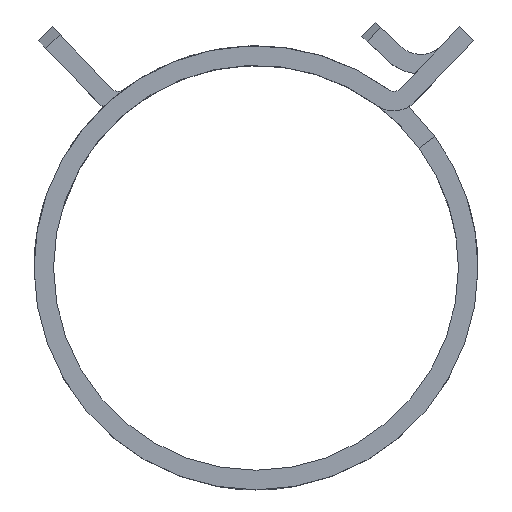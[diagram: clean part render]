
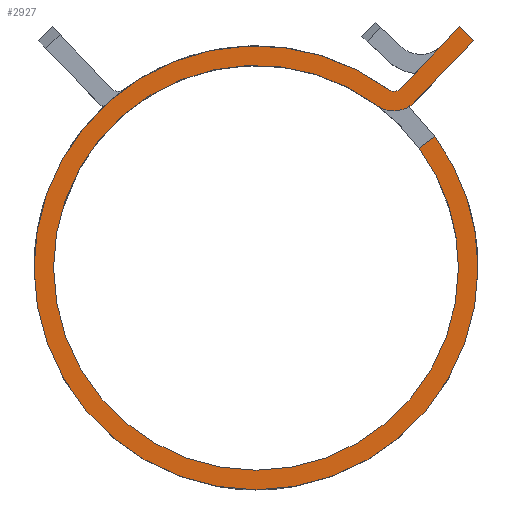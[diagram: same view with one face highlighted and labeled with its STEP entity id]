
A CAD part, top view. The second image highlights one B-rep face of the part: STEP entity #2927.
In plain terms, the highlighted planar face has unit normal (0, 0, 1).
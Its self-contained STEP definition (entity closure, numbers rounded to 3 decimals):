
#59 = DIRECTION ( 'NONE',  ( -0.691, -0.723, 0. ) ) ;
#94 = LINE ( 'NONE', #2489, #5859 ) ;
#120 = ORIENTED_EDGE ( 'NONE', *, *, #6065, .F. ) ;
#154 = DIRECTION ( 'NONE',  ( -0.691, -0.723, 0. ) ) ;
#175 = CIRCLE ( 'NONE', #4457, 21.75 ) ;
#267 = AXIS2_PLACEMENT_3D ( 'NONE', #623, #3865, #3928 ) ;
#273 = VECTOR ( 'NONE', #2995, 1000. ) ;
#449 = CARTESIAN_POINT ( 'NONE',  ( 23.85, 0., 6. ) ) ;
#483 = VECTOR ( 'NONE', #59, 1000. ) ;
#623 = CARTESIAN_POINT ( 'NONE',  ( 0., 0., 6. ) ) ;
#723 = EDGE_CURVE ( 'NONE', #3405, #1650, #3672, .T. ) ;
#848 = CARTESIAN_POINT ( 'NONE',  ( 19.229, 14.109, 6. ) ) ;
#889 = ORIENTED_EDGE ( 'NONE', *, *, #6045, .T. ) ;
#1054 = ORIENTED_EDGE ( 'NONE', *, *, #723, .T. ) ;
#1166 = AXIS2_PLACEMENT_3D ( 'NONE', #3371, #2435, #4344 ) ;
#1189 = CARTESIAN_POINT ( 'NONE',  ( 17.044, 17.816, 6. ) ) ;
#1286 = CARTESIAN_POINT ( 'NONE',  ( 0., 0., 6. ) ) ;
#1395 = CIRCLE ( 'NONE', #5687, 23.85 ) ;
#1511 = DIRECTION ( 'NONE',  ( 1., 0., 0. ) ) ;
#1519 = CARTESIAN_POINT ( 'NONE',  ( 23.4, 24.459, 6. ) ) ;
#1537 = DIRECTION ( 'NONE',  ( 0., 0., 1. ) ) ;
#1562 = ORIENTED_EDGE ( 'NONE', *, *, #5568, .T. ) ;
#1596 = CIRCLE ( 'NONE', #5485, 3.1 ) ;
#1640 = VERTEX_POINT ( 'NONE', #1189 ) ;
#1650 = VERTEX_POINT ( 'NONE', #4059 ) ;
#1673 = ORIENTED_EDGE ( 'NONE', *, *, #4488, .F. ) ;
#1689 = CARTESIAN_POINT ( 'NONE',  ( 15.527, 19.268, 6. ) ) ;
#1761 = CIRCLE ( 'NONE', #267, 21.75 ) ;
#1836 = CARTESIAN_POINT ( 'NONE',  ( 14.804, 19.959, 6. ) ) ;
#1864 = CIRCLE ( 'NONE', #1166, 23.85 ) ;
#1886 = CARTESIAN_POINT ( 'NONE',  ( -23.85, 0., 6. ) ) ;
#1894 = ORIENTED_EDGE ( 'NONE', *, *, #2845, .F. ) ;
#1935 = VERTEX_POINT ( 'NONE', #4419 ) ;
#1997 = AXIS2_PLACEMENT_3D ( 'NONE', #6128, #4252, #2240 ) ;
#2047 = ORIENTED_EDGE ( 'NONE', *, *, #5630, .F. ) ;
#2078 = DIRECTION ( 'NONE',  ( 0., 0., -1. ) ) ;
#2124 = EDGE_CURVE ( 'NONE', #2762, #4855, #3893, .T. ) ;
#2165 = CARTESIAN_POINT ( 'NONE',  ( 21.75, 0., 6. ) ) ;
#2240 = DIRECTION ( 'NONE',  ( 1., 0., 0. ) ) ;
#2337 = VERTEX_POINT ( 'NONE', #4413 ) ;
#2433 = LINE ( 'NONE', #5390, #5640 ) ;
#2435 = DIRECTION ( 'NONE',  ( 0., 0., 1. ) ) ;
#2448 = PLANE ( 'NONE',  #5586 ) ;
#2481 = DIRECTION ( 'NONE',  ( -1., 0., 0. ) ) ;
#2489 = CARTESIAN_POINT ( 'NONE',  ( 21.883, 25.911, 6. ) ) ;
#2762 = VERTEX_POINT ( 'NONE', #1886 ) ;
#2845 = EDGE_CURVE ( 'NONE', #1640, #1935, #1596, .T. ) ;
#2896 = ORIENTED_EDGE ( 'NONE', *, *, #5621, .F. ) ;
#2927 = ADVANCED_FACE ( 'NONE', ( #2975 ), #2448, .T. ) ;
#2975 = FACE_OUTER_BOUND ( 'NONE', #3055, .T. ) ;
#2984 = LINE ( 'NONE', #1519, #483 ) ;
#2995 = DIRECTION ( 'NONE',  ( 0.723, -0.691, 0. ) ) ;
#3036 = DIRECTION ( 'NONE',  ( 1., 0., 0. ) ) ;
#3044 = ORIENTED_EDGE ( 'NONE', *, *, #2124, .T. ) ;
#3055 = EDGE_LOOP ( 'NONE', ( #889, #3044, #4838, #1673, #2047, #4229, #3300, #1894, #2896, #120, #1562, #1054 ) ) ;
#3155 = EDGE_CURVE ( 'NONE', #4855, #3929, #1395, .T. ) ;
#3275 = CARTESIAN_POINT ( 'NONE',  ( 23.4, 24.459, 6. ) ) ;
#3300 = ORIENTED_EDGE ( 'NONE', *, *, #4040, .F. ) ;
#3371 = CARTESIAN_POINT ( 'NONE',  ( 0., 0., 6. ) ) ;
#3400 = DIRECTION ( 'NONE',  ( 0.806, 0.592, 0. ) ) ;
#3405 = VERTEX_POINT ( 'NONE', #1689 ) ;
#3432 = LINE ( 'NONE', #5358, #273 ) ;
#3450 = VERTEX_POINT ( 'NONE', #2165 ) ;
#3652 = DIRECTION ( 'NONE',  ( 0., 0., -1. ) ) ;
#3672 = CIRCLE ( 'NONE', #3973, 1. ) ;
#3865 = DIRECTION ( 'NONE',  ( 0., 0., 1. ) ) ;
#3893 = CIRCLE ( 'NONE', #1997, 23.85 ) ;
#3899 = CARTESIAN_POINT ( 'NONE',  ( -21.75, 0., 6. ) ) ;
#3918 = CARTESIAN_POINT ( 'NONE',  ( 14.804, 19.959, 6. ) ) ;
#3928 = DIRECTION ( 'NONE',  ( 1., 0., 0. ) ) ;
#3929 = VERTEX_POINT ( 'NONE', #848 ) ;
#3973 = AXIS2_PLACEMENT_3D ( 'NONE', #1836, #3652, #4646 ) ;
#4004 = DIRECTION ( 'NONE',  ( 0., 0., 1. ) ) ;
#4040 = EDGE_CURVE ( 'NONE', #1935, #5553, #1761, .T. ) ;
#4059 = CARTESIAN_POINT ( 'NONE',  ( 14.208, 19.156, 6. ) ) ;
#4155 = VERTEX_POINT ( 'NONE', #5450 ) ;
#4229 = ORIENTED_EDGE ( 'NONE', *, *, #5063, .F. ) ;
#4252 = DIRECTION ( 'NONE',  ( 0., 0., 1. ) ) ;
#4344 = DIRECTION ( 'NONE',  ( 1., 0., 0. ) ) ;
#4413 = CARTESIAN_POINT ( 'NONE',  ( 17.536, 12.867, 6. ) ) ;
#4419 = CARTESIAN_POINT ( 'NONE',  ( 12.957, 17.469, 6. ) ) ;
#4457 = AXIS2_PLACEMENT_3D ( 'NONE', #5823, #5287, #4828 ) ;
#4488 = EDGE_CURVE ( 'NONE', #2337, #3929, #2433, .T. ) ;
#4646 = DIRECTION ( 'NONE',  ( 1., 0., 0. ) ) ;
#4828 = DIRECTION ( 'NONE',  ( 1., 0., 0. ) ) ;
#4838 = ORIENTED_EDGE ( 'NONE', *, *, #3155, .T. ) ;
#4855 = VERTEX_POINT ( 'NONE', #449 ) ;
#4875 = CARTESIAN_POINT ( 'NONE',  ( 0., 0., 6. ) ) ;
#5063 = EDGE_CURVE ( 'NONE', #5553, #3450, #6072, .T. ) ;
#5217 = VERTEX_POINT ( 'NONE', #3275 ) ;
#5287 = DIRECTION ( 'NONE',  ( 0., 0., 1. ) ) ;
#5358 = CARTESIAN_POINT ( 'NONE',  ( 21.883, 25.911, 6. ) ) ;
#5390 = CARTESIAN_POINT ( 'NONE',  ( 17.536, 12.867, 6. ) ) ;
#5450 = CARTESIAN_POINT ( 'NONE',  ( 21.883, 25.911, 6. ) ) ;
#5485 = AXIS2_PLACEMENT_3D ( 'NONE', #3918, #2078, #2481 ) ;
#5553 = VERTEX_POINT ( 'NONE', #3899 ) ;
#5568 = EDGE_CURVE ( 'NONE', #4155, #3405, #94, .T. ) ;
#5586 = AXIS2_PLACEMENT_3D ( 'NONE', #5783, #1537, #1511 ) ;
#5595 = DIRECTION ( 'NONE',  ( 0., 0., 1. ) ) ;
#5621 = EDGE_CURVE ( 'NONE', #5217, #1640, #2984, .T. ) ;
#5630 = EDGE_CURVE ( 'NONE', #3450, #2337, #175, .T. ) ;
#5640 = VECTOR ( 'NONE', #3400, 1000. ) ;
#5685 = DIRECTION ( 'NONE',  ( 1., 0., 0. ) ) ;
#5687 = AXIS2_PLACEMENT_3D ( 'NONE', #1286, #5595, #5685 ) ;
#5783 = CARTESIAN_POINT ( 'NONE',  ( 0., 0., 6. ) ) ;
#5823 = CARTESIAN_POINT ( 'NONE',  ( 0., 0., 6. ) ) ;
#5859 = VECTOR ( 'NONE', #154, 1000. ) ;
#6045 = EDGE_CURVE ( 'NONE', #1650, #2762, #1864, .T. ) ;
#6065 = EDGE_CURVE ( 'NONE', #4155, #5217, #3432, .T. ) ;
#6072 = CIRCLE ( 'NONE', #6160, 21.75 ) ;
#6128 = CARTESIAN_POINT ( 'NONE',  ( 0., 0., 6. ) ) ;
#6160 = AXIS2_PLACEMENT_3D ( 'NONE', #4875, #4004, #3036 ) ;
